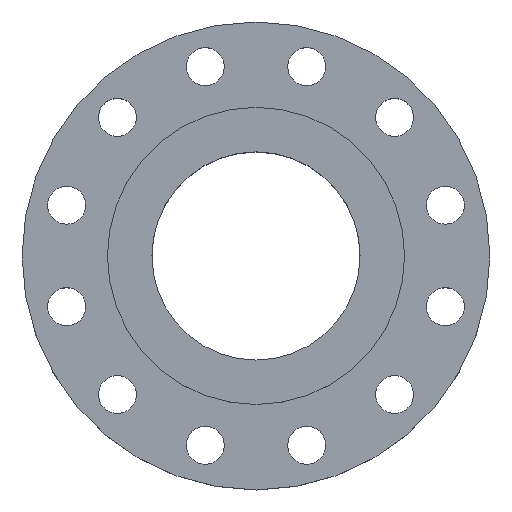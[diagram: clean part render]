
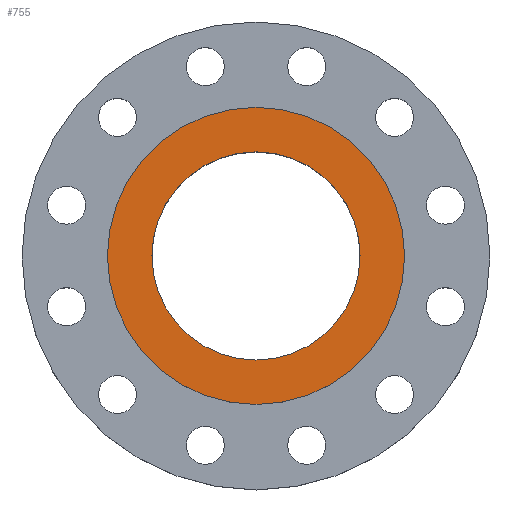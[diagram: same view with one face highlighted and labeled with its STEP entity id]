
A CAD part, top view. The second image highlights one B-rep face of the part: STEP entity #755.
In plain terms, the highlighted planar face has unit normal (0, 0, 1).
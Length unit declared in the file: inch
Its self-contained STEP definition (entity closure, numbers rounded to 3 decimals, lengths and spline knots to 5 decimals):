
#11 = FACE_OUTER_BOUND ( 'NONE', #1076, .T. ) ;
#38 = VERTEX_POINT ( 'NONE', #81 ) ;
#39 = DIRECTION ( 'NONE',  ( 1., 0., 0. ) ) ;
#81 = CARTESIAN_POINT ( 'NONE',  ( 5.875, 0., 0.25 ) ) ;
#117 = CIRCLE ( 'NONE', #545, 4.115 ) ;
#176 = ORIENTED_EDGE ( 'NONE', *, *, #1286, .T. ) ;
#201 = CIRCLE ( 'NONE', #990, 5.875 ) ;
#214 = DIRECTION ( 'NONE',  ( 0., 0., 1. ) ) ;
#274 = CARTESIAN_POINT ( 'NONE',  ( 0., 0., 0.25 ) ) ;
#291 = VERTEX_POINT ( 'NONE', #604 ) ;
#296 = DIRECTION ( 'NONE',  ( 1., 0., 0. ) ) ;
#311 = EDGE_CURVE ( 'NONE', #572, #314, #393, .T. ) ;
#314 = VERTEX_POINT ( 'NONE', #446 ) ;
#371 = AXIS2_PLACEMENT_3D ( 'NONE', #663, #795, #39 ) ;
#393 = CIRCLE ( 'NONE', #728, 4.115 ) ;
#446 = CARTESIAN_POINT ( 'NONE',  ( -4.115, 0., 0.25 ) ) ;
#524 = DIRECTION ( 'NONE',  ( 0., 0., 1. ) ) ;
#545 = AXIS2_PLACEMENT_3D ( 'NONE', #274, #1148, #1253 ) ;
#572 = VERTEX_POINT ( 'NONE', #768 ) ;
#604 = CARTESIAN_POINT ( 'NONE',  ( -5.875, 0., 0.25 ) ) ;
#614 = CIRCLE ( 'NONE', #1109, 5.875 ) ;
#625 = ORIENTED_EDGE ( 'NONE', *, *, #311, .F. ) ;
#639 = CARTESIAN_POINT ( 'NONE',  ( 0., 0., 0.25 ) ) ;
#648 = DIRECTION ( 'NONE',  ( 1., 0., 0. ) ) ;
#663 = CARTESIAN_POINT ( 'NONE',  ( 0., 0., 0.25 ) ) ;
#709 = CARTESIAN_POINT ( 'NONE',  ( 0., 0., 0.25 ) ) ;
#728 = AXIS2_PLACEMENT_3D ( 'NONE', #709, #524, #296 ) ;
#732 = DIRECTION ( 'NONE',  ( 1., 0., 0. ) ) ;
#745 = EDGE_LOOP ( 'NONE', ( #1401, #625 ) ) ;
#754 = CARTESIAN_POINT ( 'NONE',  ( 0., 0., 0.25 ) ) ;
#755 = ADVANCED_FACE ( 'NONE', ( #979, #11 ), #1009, .T. ) ;
#768 = CARTESIAN_POINT ( 'NONE',  ( 4.115, 0., 0.25 ) ) ;
#795 = DIRECTION ( 'NONE',  ( 0., 0., 1. ) ) ;
#864 = EDGE_CURVE ( 'NONE', #38, #291, #614, .T. ) ;
#979 = FACE_BOUND ( 'NONE', #745, .T. ) ;
#990 = AXIS2_PLACEMENT_3D ( 'NONE', #754, #214, #648 ) ;
#1009 = PLANE ( 'NONE',  #371 ) ;
#1076 = EDGE_LOOP ( 'NONE', ( #176, #1338 ) ) ;
#1109 = AXIS2_PLACEMENT_3D ( 'NONE', #639, #1184, #732 ) ;
#1148 = DIRECTION ( 'NONE',  ( 0., 0., 1. ) ) ;
#1149 = EDGE_CURVE ( 'NONE', #314, #572, #117, .T. ) ;
#1184 = DIRECTION ( 'NONE',  ( 0., 0., 1. ) ) ;
#1253 = DIRECTION ( 'NONE',  ( 1., 0., 0. ) ) ;
#1286 = EDGE_CURVE ( 'NONE', #291, #38, #201, .T. ) ;
#1338 = ORIENTED_EDGE ( 'NONE', *, *, #864, .T. ) ;
#1401 = ORIENTED_EDGE ( 'NONE', *, *, #1149, .F. ) ;
